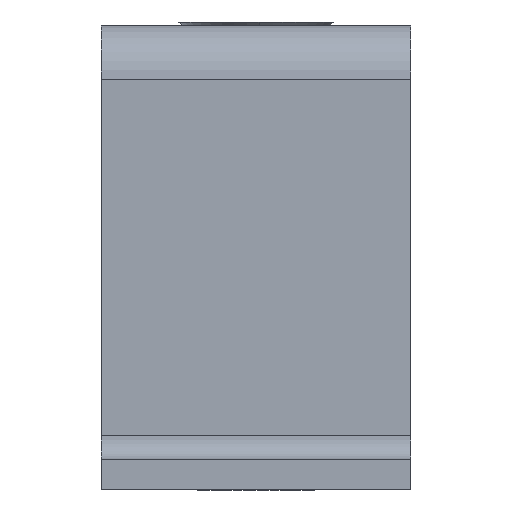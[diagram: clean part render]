
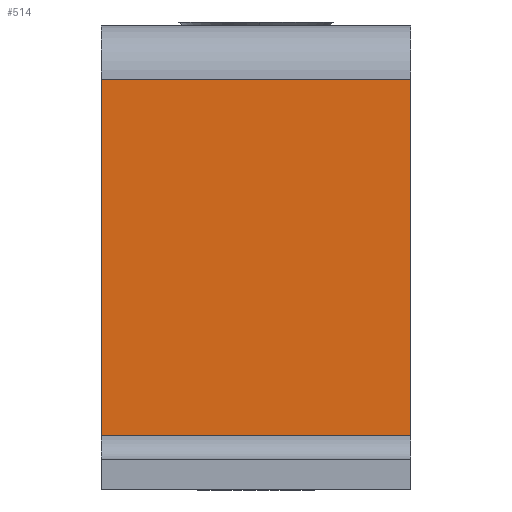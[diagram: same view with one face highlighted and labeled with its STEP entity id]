
A CAD part, left-side view. The second image highlights one B-rep face of the part: STEP entity #514.
In plain terms, the highlighted planar face has unit normal (-1, 0, 0).
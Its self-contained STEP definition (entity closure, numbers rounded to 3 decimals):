
#62 = EDGE_CURVE ( 'NONE', #904, #1278, #1261, .T. ) ;
#138 = FACE_OUTER_BOUND ( 'NONE', #475, .T. ) ;
#366 = VECTOR ( 'NONE', #725, 1000. ) ;
#415 = ORIENTED_EDGE ( 'NONE', *, *, #924, .T. ) ;
#475 = EDGE_LOOP ( 'NONE', ( #1020, #2056, #1665, #415 ) ) ;
#514 = ADVANCED_FACE ( 'NONE', ( #138 ), #808, .F. ) ;
#665 = CARTESIAN_POINT ( 'NONE',  ( 0., 0., -3.5 ) ) ;
#685 = LINE ( 'NONE', #1181, #366 ) ;
#720 = CARTESIAN_POINT ( 'NONE',  ( 0., 0., 0. ) ) ;
#725 = DIRECTION ( 'NONE',  ( 0., 0., -1. ) ) ;
#751 = VERTEX_POINT ( 'NONE', #1679 ) ;
#752 = VERTEX_POINT ( 'NONE', #1666 ) ;
#808 = PLANE ( 'NONE',  #1513 ) ;
#856 = EDGE_CURVE ( 'NONE', #904, #751, #1590, .T. ) ;
#887 = CARTESIAN_POINT ( 'NONE',  ( 0., 0., -26.5 ) ) ;
#904 = VERTEX_POINT ( 'NONE', #887 ) ;
#924 = EDGE_CURVE ( 'NONE', #752, #1278, #685, .T. ) ;
#951 = VECTOR ( 'NONE', #1096, 1000. ) ;
#1020 = ORIENTED_EDGE ( 'NONE', *, *, #62, .F. ) ;
#1096 = DIRECTION ( 'NONE',  ( 0., 1., 0. ) ) ;
#1168 = DIRECTION ( 'NONE',  ( 0., -1., 0. ) ) ;
#1181 = CARTESIAN_POINT ( 'NONE',  ( 0., 20., 0. ) ) ;
#1261 = LINE ( 'NONE', #1928, #951 ) ;
#1278 = VERTEX_POINT ( 'NONE', #1488 ) ;
#1310 = DIRECTION ( 'NONE',  ( 0., 0., -1. ) ) ;
#1484 = DIRECTION ( 'NONE',  ( 1., 0., 0. ) ) ;
#1488 = CARTESIAN_POINT ( 'NONE',  ( 0., 20., -26.5 ) ) ;
#1505 = LINE ( 'NONE', #665, #2029 ) ;
#1513 = AXIS2_PLACEMENT_3D ( 'NONE', #2138, #1484, #1310 ) ;
#1590 = LINE ( 'NONE', #720, #1902 ) ;
#1665 = ORIENTED_EDGE ( 'NONE', *, *, #1929, .F. ) ;
#1666 = CARTESIAN_POINT ( 'NONE',  ( 0., 20., -3.5 ) ) ;
#1679 = CARTESIAN_POINT ( 'NONE',  ( 0., 0., -3.5 ) ) ;
#1902 = VECTOR ( 'NONE', #1911, 1000. ) ;
#1911 = DIRECTION ( 'NONE',  ( 0., 0., 1. ) ) ;
#1928 = CARTESIAN_POINT ( 'NONE',  ( 0., 0., -26.5 ) ) ;
#1929 = EDGE_CURVE ( 'NONE', #752, #751, #1505, .T. ) ;
#2029 = VECTOR ( 'NONE', #1168, 1000. ) ;
#2056 = ORIENTED_EDGE ( 'NONE', *, *, #856, .T. ) ;
#2138 = CARTESIAN_POINT ( 'NONE',  ( 0., 0., 0. ) ) ;
